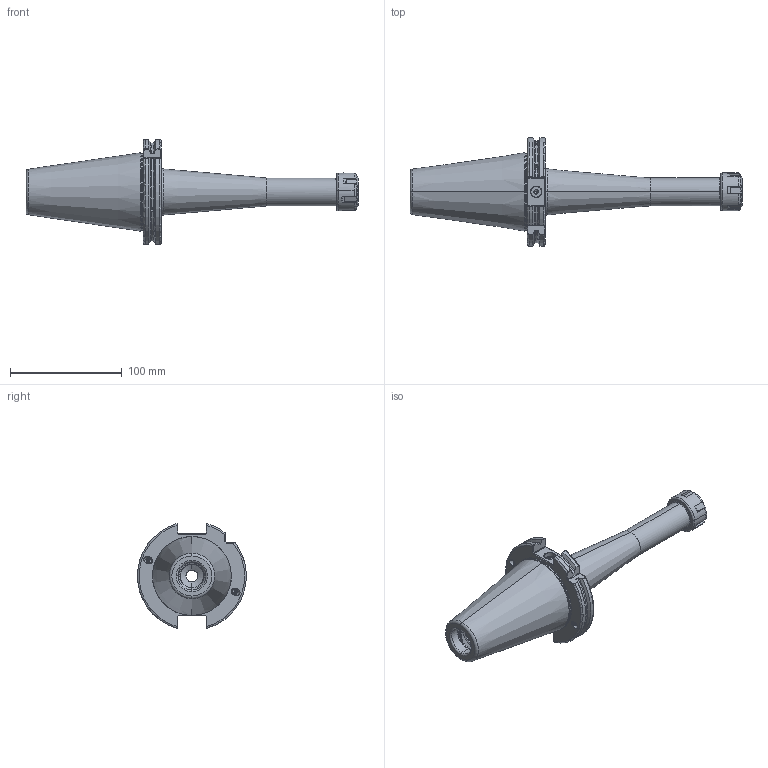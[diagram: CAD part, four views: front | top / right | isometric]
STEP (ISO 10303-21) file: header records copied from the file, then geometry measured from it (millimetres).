
FILE_DESCRIPTION (( 'STEP AP203' ), '1' );
FILE_NAME ('503.02.13.3.STEP', '2016-07-16T03:56:51', ( '' ), ( '' ), 'SwSTEP 2.0', 'SolidWorks 2012', '' );
FILE_SCHEMA (( 'CONFIG_CONTROL_DESIGN' ));
Length unit declared in the file: millimetre
Products named in the file (3): 503.02.13.3; 2-01.100.0200190C7_ER20螺帽(六溝)
Assembly tree (2 placements, depth 2):
  503.02.13.3
    503.02.13.3
    2-01.100.0200190C7_ER20螺帽(六溝)
Bounding box: 296.95 x 97.33 x 93.81 mm (x, y, z)
Volume: 403320.1 mm3; surface area: 77736.3 mm2
Topology: 2 solids, 2 shells, 450 faces, 1208 edges, 752 vertices
Faces by surface type: cylinder 178, plane 100, bspline 68, torus 63, cone 41
Entity records: 33119 total; most frequent: CARTESIAN_POINT 23069, ORIENTED_EDGE 2388, DIRECTION 1630, EDGE_CURVE 1194, VERTEX_POINT 752, AXIS2_PLACEMENT_3D 632, EDGE_LOOP 466, FACE_OUTER_BOUND 450
